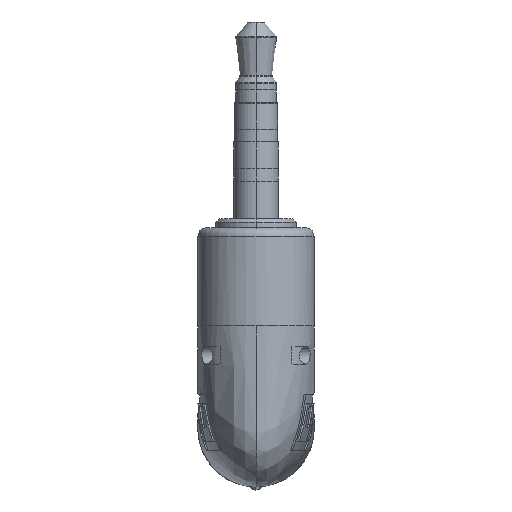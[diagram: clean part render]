
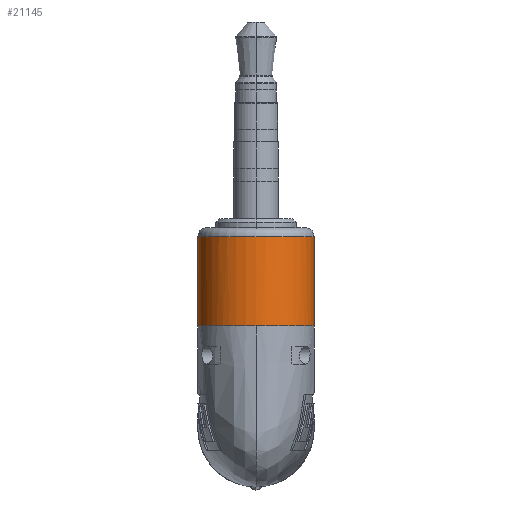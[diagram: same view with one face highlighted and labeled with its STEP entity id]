
A CAD part, left-side view. The second image highlights one B-rep face of the part: STEP entity #21145.
In plain terms, the highlighted cylindrical face has radius 3.25 mm (diameter 6.5 mm), a partial arc.
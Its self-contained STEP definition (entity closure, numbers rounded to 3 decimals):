
#165 = ORIENTED_EDGE ( 'NONE', *, *, #23533, .F. ) ;
#843 = CYLINDRICAL_SURFACE ( 'NONE', #7668, 3.25 ) ;
#958 = CARTESIAN_POINT ( 'NONE',  ( 2.358, 2.358, 8. ) ) ;
#3343 = CARTESIAN_POINT ( 'NONE',  ( 3.25, 0., 8. ) ) ;
#3392 = CARTESIAN_POINT ( 'NONE',  ( 1.276, 3.081, 8. ) ) ;
#4809 = DIRECTION ( 'NONE',  ( 1., 0., 0. ) ) ;
#4950 = VERTEX_POINT ( 'NONE', #27570 ) ;
#5523 = CARTESIAN_POINT ( 'NONE',  ( -3.25, 0., 8. ) ) ;
#6244 = CARTESIAN_POINT ( 'NONE',  ( 3.25, 0., 8. ) ) ;
#6280 = CARTESIAN_POINT ( 'NONE',  ( -3.25, 0., 8. ) ) ;
#6864 = CARTESIAN_POINT ( 'NONE',  ( 0., 0., 8. ) ) ;
#7668 = AXIS2_PLACEMENT_3D ( 'NONE', #6864, #26092, #23591 ) ;
#7733 = CARTESIAN_POINT ( 'NONE',  ( -3.25, 0., 8. ) ) ;
#8149 = CARTESIAN_POINT ( 'NONE',  ( 0., 3.25, 8. ) ) ;
#8223 = CARTESIAN_POINT ( 'NONE',  ( 0.425, 3.25, 8. ) ) ;
#8265 = CARTESIAN_POINT ( 'NONE',  ( 0., 3.25, 8. ) ) ;
#8706 = VERTEX_POINT ( 'NONE', #18781 ) ;
#9233 = EDGE_CURVE ( 'NONE', #13740, #21947, #19588, .T. ) ;
#9350 = DIRECTION ( 'NONE',  ( 0., 0., 1. ) ) ;
#9749 = EDGE_CURVE ( 'NONE', #13786, #13740, #28403, .T. ) ;
#10544 = CARTESIAN_POINT ( 'NONE',  ( -3.25, 0.425, 8. ) ) ;
#10838 = VECTOR ( 'NONE', #29372, 1000. ) ;
#11278 = EDGE_CURVE ( 'NONE', #8706, #4950, #13170, .T. ) ;
#12862 = FACE_OUTER_BOUND ( 'NONE', #26084, .T. ) ;
#13170 = CIRCLE ( 'NONE', #30428, 3.25 ) ;
#13740 = VERTEX_POINT ( 'NONE', #8149 ) ;
#13786 = VERTEX_POINT ( 'NONE', #6244 ) ;
#15159 = CARTESIAN_POINT ( 'NONE',  ( -2.358, 2.358, 8. ) ) ;
#16654 = CARTESIAN_POINT ( 'NONE',  ( 0., 0., 3. ) ) ;
#17707 = CARTESIAN_POINT ( 'NONE',  ( 3.25, 0.425, 8. ) ) ;
#17987 = VECTOR ( 'NONE', #20073, 1000. ) ;
#18358 = ORIENTED_EDGE ( 'NONE', *, *, #9749, .F. ) ;
#18781 = CARTESIAN_POINT ( 'NONE',  ( 3.25, 0., 3. ) ) ;
#19588 = B_SPLINE_CURVE_WITH_KNOTS ( 'NONE', 3,
 ( #8265, #20061, #24864, #15159, #29472, #10544, #5523 ),
 .UNSPECIFIED., .F., .F.,
 ( 4, 1, 1, 1, 4 ),
 ( 0., 0.063, 0.125, 0.187, 0.25 ),
 .UNSPECIFIED. ) ;
#20061 = CARTESIAN_POINT ( 'NONE',  ( -0.425, 3.25, 8. ) ) ;
#20073 = DIRECTION ( 'NONE',  ( 0., 0., -1. ) ) ;
#20128 = CARTESIAN_POINT ( 'NONE',  ( 3.25, 0., 8. ) ) ;
#20256 = LINE ( 'NONE', #3343, #17987 ) ;
#21145 = ADVANCED_FACE ( 'NONE', ( #12862 ), #843, .T. ) ;
#21947 = VERTEX_POINT ( 'NONE', #6280 ) ;
#23309 = ORIENTED_EDGE ( 'NONE', *, *, #9233, .F. ) ;
#23533 = EDGE_CURVE ( 'NONE', #21947, #4950, #27302, .T. ) ;
#23591 = DIRECTION ( 'NONE',  ( -1., 0., 0. ) ) ;
#24864 = CARTESIAN_POINT ( 'NONE',  ( -1.276, 3.081, 8. ) ) ;
#24930 = CARTESIAN_POINT ( 'NONE',  ( 0., 3.25, 8. ) ) ;
#26084 = EDGE_LOOP ( 'NONE', ( #18358, #29119, #28574, #165, #23309 ) ) ;
#26092 = DIRECTION ( 'NONE',  ( 0., 0., -1. ) ) ;
#26536 = EDGE_CURVE ( 'NONE', #13786, #8706, #20256, .T. ) ;
#27302 = LINE ( 'NONE', #7733, #10838 ) ;
#27570 = CARTESIAN_POINT ( 'NONE',  ( -3.25, 0., 3. ) ) ;
#28403 = B_SPLINE_CURVE_WITH_KNOTS ( 'NONE', 3,
 ( #20128, #17707, #29855, #958, #3392, #8223, #24930 ),
 .UNSPECIFIED., .F., .F.,
 ( 4, 1, 1, 1, 4 ),
 ( 0.75, 0.813, 0.875, 0.938, 1. ),
 .UNSPECIFIED. ) ;
#28574 = ORIENTED_EDGE ( 'NONE', *, *, #11278, .T. ) ;
#29119 = ORIENTED_EDGE ( 'NONE', *, *, #26536, .T. ) ;
#29372 = DIRECTION ( 'NONE',  ( 0., 0., -1. ) ) ;
#29472 = CARTESIAN_POINT ( 'NONE',  ( -3.081, 1.276, 8. ) ) ;
#29855 = CARTESIAN_POINT ( 'NONE',  ( 3.081, 1.276, 8. ) ) ;
#30428 = AXIS2_PLACEMENT_3D ( 'NONE', #16654, #9350, #4809 ) ;
